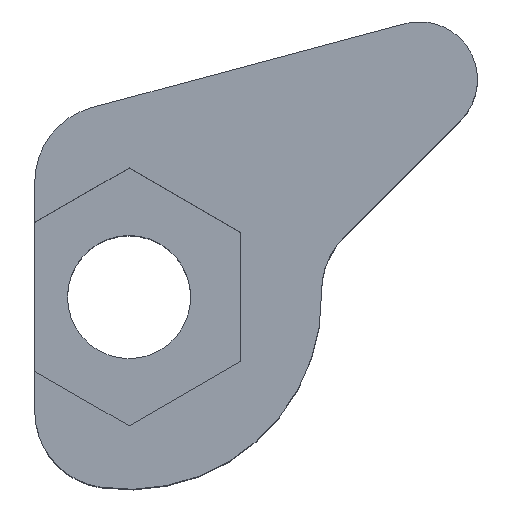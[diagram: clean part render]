
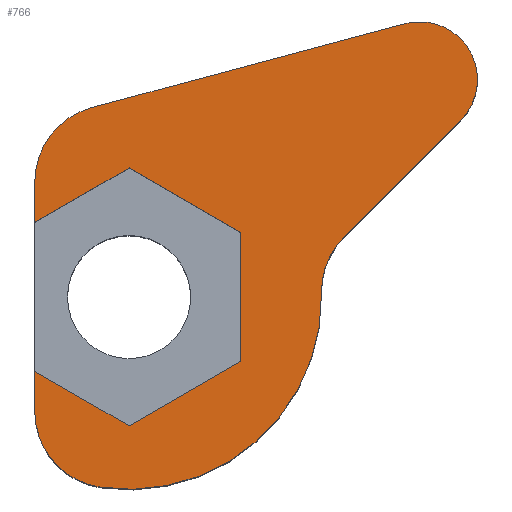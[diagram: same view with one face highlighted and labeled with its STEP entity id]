
A CAD part, top view. The second image highlights one B-rep face of the part: STEP entity #766.
In plain terms, the highlighted planar face has unit normal (0, 0, 1).
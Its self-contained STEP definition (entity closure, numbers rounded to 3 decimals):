
#36=CARTESIAN_POINT('Line Origine',(3.097,6.006,10.)) ;
#40=CARTESIAN_POINT('Vertex',(7.162,7.095,10.)) ;
#42=CARTESIAN_POINT('Vertex',(-0.968,4.917,10.)) ;
#76=CARTESIAN_POINT('Axis2P3D Location',(-0.45,2.985,10.)) ;
#80=CARTESIAN_POINT('Vertex',(-2.45,2.985,10.)) ;
#107=CARTESIAN_POINT('Axis2P3D Location',(7.55,5.646,10.)) ;
#111=CARTESIAN_POINT('Vertex',(8.611,4.586,10.)) ;
#145=CARTESIAN_POINT('Line Origine',(7.097,3.073,10.)) ;
#149=CARTESIAN_POINT('Vertex',(5.584,1.559,10.)) ;
#183=CARTESIAN_POINT('Axis2P3D Location',(6.998,0.145,10.)) ;
#187=CARTESIAN_POINT('Vertex',(4.999,0.104,10.)) ;
#258=CARTESIAN_POINT('Axis2P3D Location',(0.,0.,10.)) ;
#262=CARTESIAN_POINT('Vertex',(-0.75,-4.943,10.)) ;
#320=CARTESIAN_POINT('Axis2P3D Location',(-0.45,-2.966,10.)) ;
#324=CARTESIAN_POINT('Vertex',(-2.45,-2.966,10.)) ;
#532=CARTESIAN_POINT('Line Origine',(-1.225,-2.641,10.)) ;
#536=CARTESIAN_POINT('Vertex',(-2.45,-1.934,10.)) ;
#538=CARTESIAN_POINT('Vertex',(0.,-3.349,10.)) ;
#563=CARTESIAN_POINT('Line Origine',(1.45,-2.511,10.)) ;
#567=CARTESIAN_POINT('Vertex',(2.9,-1.674,10.)) ;
#587=CARTESIAN_POINT('Line Origine',(2.9,0.,10.)) ;
#591=CARTESIAN_POINT('Vertex',(2.9,1.674,10.)) ;
#611=CARTESIAN_POINT('Line Origine',(1.45,2.511,10.)) ;
#615=CARTESIAN_POINT('Vertex',(0.,3.349,10.)) ;
#635=CARTESIAN_POINT('Line Origine',(-1.225,2.641,10.)) ;
#639=CARTESIAN_POINT('Vertex',(-2.45,1.934,10.)) ;
#700=CARTESIAN_POINT('Line Origine',(-2.45,-2.45,10.)) ;
#705=CARTESIAN_POINT('Line Origine',(-2.45,2.46,10.)) ;
#745=CARTESIAN_POINT('Axis2P3D Location',(0.,0.,10.)) ;
#38=VECTOR('Line Direction',#37,1.) ;
#147=VECTOR('Line Direction',#146,1.) ;
#534=VECTOR('Line Direction',#533,1.) ;
#565=VECTOR('Line Direction',#564,1.) ;
#589=VECTOR('Line Direction',#588,1.) ;
#613=VECTOR('Line Direction',#612,1.) ;
#637=VECTOR('Line Direction',#636,1.) ;
#702=VECTOR('Line Direction',#701,1.) ;
#707=VECTOR('Line Direction',#706,1.) ;
#37=DIRECTION('Vector Direction',(0.966,0.259,0.)) ;
#77=DIRECTION('Axis2P3D Direction',(0.,0.,-1.)) ;
#108=DIRECTION('Axis2P3D Direction',(0.,0.,1.)) ;
#146=DIRECTION('Vector Direction',(-0.707,-0.707,0.)) ;
#184=DIRECTION('Axis2P3D Direction',(-0.,0.,-1.)) ;
#259=DIRECTION('Axis2P3D Direction',(0.,0.,1.)) ;
#321=DIRECTION('Axis2P3D Direction',(-0.,0.,-1.)) ;
#533=DIRECTION('Vector Direction',(0.866,-0.5,0.)) ;
#564=DIRECTION('Vector Direction',(0.866,0.5,0.)) ;
#588=DIRECTION('Vector Direction',(0.,1.,0.)) ;
#612=DIRECTION('Vector Direction',(-0.866,0.5,0.)) ;
#636=DIRECTION('Vector Direction',(-0.866,-0.5,0.)) ;
#701=DIRECTION('Vector Direction',(0.,-1.,0.)) ;
#706=DIRECTION('Vector Direction',(0.,-1.,0.)) ;
#746=DIRECTION('Axis2P3D Direction',(0.,0.,1.)) ;
#747=DIRECTION('Axis2P3D XDirection',(1.,0.,0.)) ;
#78=AXIS2_PLACEMENT_3D('Circle Axis2P3D',#76,#77,$) ;
#109=AXIS2_PLACEMENT_3D('Circle Axis2P3D',#107,#108,$) ;
#185=AXIS2_PLACEMENT_3D('Circle Axis2P3D',#183,#184,$) ;
#260=AXIS2_PLACEMENT_3D('Circle Axis2P3D',#258,#259,$) ;
#322=AXIS2_PLACEMENT_3D('Circle Axis2P3D',#320,#321,$) ;
#748=AXIS2_PLACEMENT_3D('Plane Axis2P3D',#745,#746,#747) ;
#39=LINE('Line',#36,#38) ;
#148=LINE('Line',#145,#147) ;
#535=LINE('Line',#532,#534) ;
#566=LINE('Line',#563,#565) ;
#590=LINE('Line',#587,#589) ;
#614=LINE('Line',#611,#613) ;
#638=LINE('Line',#635,#637) ;
#703=LINE('Line',#700,#702) ;
#708=LINE('Line',#705,#707) ;
#79=CIRCLE('generated circle',#78,2.) ;
#110=CIRCLE('generated circle',#109,1.5) ;
#186=CIRCLE('generated circle',#185,2.) ;
#261=CIRCLE('generated circle',#260,5.) ;
#323=CIRCLE('generated circle',#322,2.) ;
#749=PLANE('',#748) ;
#44=EDGE_CURVE('',#41,#43,#39,.F.) ;
#82=EDGE_CURVE('',#81,#43,#79,.T.) ;
#113=EDGE_CURVE('',#112,#41,#110,.T.) ;
#151=EDGE_CURVE('',#150,#112,#148,.F.) ;
#189=EDGE_CURVE('',#188,#150,#186,.T.) ;
#264=EDGE_CURVE('',#263,#188,#261,.T.) ;
#326=EDGE_CURVE('',#263,#325,#323,.T.) ;
#540=EDGE_CURVE('',#537,#539,#535,.T.) ;
#569=EDGE_CURVE('',#539,#568,#566,.T.) ;
#593=EDGE_CURVE('',#568,#592,#590,.T.) ;
#617=EDGE_CURVE('',#592,#616,#614,.T.) ;
#641=EDGE_CURVE('',#616,#640,#638,.T.) ;
#704=EDGE_CURVE('',#537,#325,#703,.T.) ;
#709=EDGE_CURVE('',#81,#640,#708,.T.) ;
#751=ORIENTED_EDGE('',*,*,#189,.T.) ;
#752=ORIENTED_EDGE('',*,*,#151,.T.) ;
#753=ORIENTED_EDGE('',*,*,#113,.T.) ;
#754=ORIENTED_EDGE('',*,*,#44,.T.) ;
#755=ORIENTED_EDGE('',*,*,#82,.F.) ;
#756=ORIENTED_EDGE('',*,*,#709,.T.) ;
#757=ORIENTED_EDGE('',*,*,#641,.F.) ;
#758=ORIENTED_EDGE('',*,*,#617,.F.) ;
#759=ORIENTED_EDGE('',*,*,#593,.F.) ;
#760=ORIENTED_EDGE('',*,*,#569,.F.) ;
#761=ORIENTED_EDGE('',*,*,#540,.F.) ;
#762=ORIENTED_EDGE('',*,*,#704,.T.) ;
#763=ORIENTED_EDGE('',*,*,#326,.F.) ;
#764=ORIENTED_EDGE('',*,*,#264,.T.) ;
#750=EDGE_LOOP('',(#751,#752,#753,#754,#755,#756,#757,#758,#759,#760,#761,#762,#763,#764)) ;
#41=VERTEX_POINT('',#40) ;
#43=VERTEX_POINT('',#42) ;
#81=VERTEX_POINT('',#80) ;
#112=VERTEX_POINT('',#111) ;
#150=VERTEX_POINT('',#149) ;
#188=VERTEX_POINT('',#187) ;
#263=VERTEX_POINT('',#262) ;
#325=VERTEX_POINT('',#324) ;
#537=VERTEX_POINT('',#536) ;
#539=VERTEX_POINT('',#538) ;
#568=VERTEX_POINT('',#567) ;
#592=VERTEX_POINT('',#591) ;
#616=VERTEX_POINT('',#615) ;
#640=VERTEX_POINT('',#639) ;
#766=ADVANCED_FACE('PartBody',(#765),#749,.T.) ;
#765=FACE_OUTER_BOUND('',#750,.T.) ;
